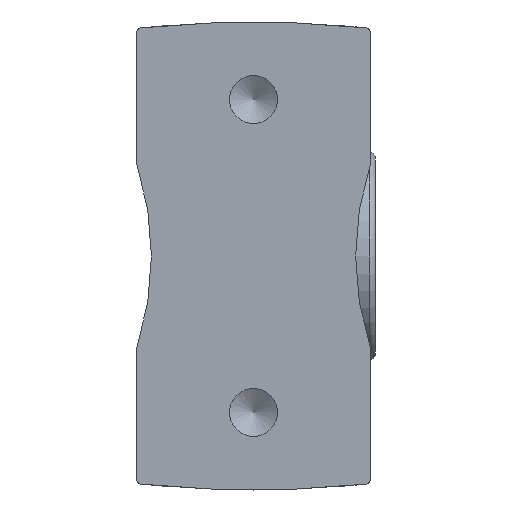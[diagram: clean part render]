
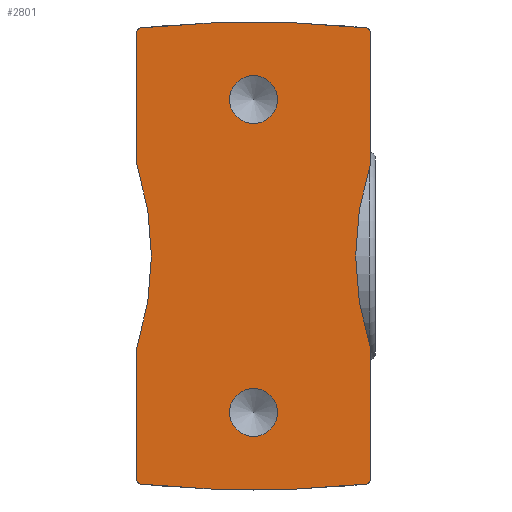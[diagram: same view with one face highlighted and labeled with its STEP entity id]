
A CAD part, front view. The second image highlights one B-rep face of the part: STEP entity #2801.
In plain terms, the highlighted face is planar.
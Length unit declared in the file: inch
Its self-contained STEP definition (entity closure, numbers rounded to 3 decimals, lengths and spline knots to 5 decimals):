
#864=PLANE('',#2999);
#898=VECTOR('',#3181,1.);
#915=VECTOR('',#3317,1.);
#973=LINE('',#3827,#898);
#990=LINE('',#7021,#915);
#1051=CIRCLE('',#2914,0.1535);
#1053=CIRCLE('',#2918,0.1535);
#1078=CIRCLE('',#2952,6.9071);
#1080=CIRCLE('',#2955,0.035);
#1081=CIRCLE('',#2957,1.875);
#1086=CIRCLE('',#2966,1.875);
#1087=CIRCLE('',#2969,0.035);
#1097=CIRCLE('',#2986,0.035);
#1103=CIRCLE('',#2996,6.9071);
#1104=CIRCLE('',#2998,0.035);
#1184=VERTEX_POINT('',#3826);
#1185=VERTEX_POINT('',#3828);
#1196=VERTEX_POINT('',#3941);
#1199=VERTEX_POINT('',#3948);
#1236=VERTEX_POINT('',#6685);
#1237=VERTEX_POINT('',#6687);
#1239=VERTEX_POINT('',#6693);
#1240=VERTEX_POINT('',#6696);
#1250=VERTEX_POINT('',#7001);
#1251=VERTEX_POINT('',#7003);
#1253=VERTEX_POINT('',#7020);
#1274=VERTEX_POINT('',#7331);
#1278=VERTEX_POINT('',#7348);
#1279=VERTEX_POINT('',#7352);
#1475=EDGE_CURVE('',#1185,#1184,#973,.T.);
#1490=EDGE_CURVE('',#1196,#1196,#1051,.T.);
#1492=EDGE_CURVE('',#1199,#1199,#1053,.T.);
#1555=EDGE_CURVE('',#1237,#1236,#1078,.T.);
#1559=EDGE_CURVE('',#1239,#1236,#1080,.T.);
#1561=EDGE_CURVE('',#1239,#1240,#973,.T.);
#1562=EDGE_CURVE('',#1240,#1185,#1081,.T.);
#1577=EDGE_CURVE('',#1251,#1250,#1086,.T.);
#1581=EDGE_CURVE('',#1253,#1250,#990,.T.);
#1582=EDGE_CURVE('',#1237,#1253,#1087,.T.);
#1609=EDGE_CURVE('',#1274,#1184,#1097,.T.);
#1618=EDGE_CURVE('',#1274,#1278,#1103,.T.);
#1620=EDGE_CURVE('',#1279,#1278,#1104,.T.);
#1621=EDGE_CURVE('',#1251,#1279,#990,.T.);
#2024=ORIENTED_EDGE('',*,*,#1490,.T.);
#2025=ORIENTED_EDGE('',*,*,#1492,.T.);
#2026=ORIENTED_EDGE('',*,*,#1620,.F.);
#2027=ORIENTED_EDGE('',*,*,#1621,.F.);
#2028=ORIENTED_EDGE('',*,*,#1577,.T.);
#2029=ORIENTED_EDGE('',*,*,#1581,.F.);
#2030=ORIENTED_EDGE('',*,*,#1582,.F.);
#2031=ORIENTED_EDGE('',*,*,#1555,.T.);
#2032=ORIENTED_EDGE('',*,*,#1559,.F.);
#2033=ORIENTED_EDGE('',*,*,#1561,.T.);
#2034=ORIENTED_EDGE('',*,*,#1562,.T.);
#2035=ORIENTED_EDGE('',*,*,#1475,.T.);
#2036=ORIENTED_EDGE('',*,*,#1609,.F.);
#2037=ORIENTED_EDGE('',*,*,#1618,.T.);
#2402=EDGE_LOOP('',(#2024));
#2403=EDGE_LOOP('',(#2025));
#2404=EDGE_LOOP('',(#2026,#2027,#2028,#2029,#2030,#2031,#2032,#2033,#2034,
#2035,#2036,#2037));
#2601=FACE_BOUND('',#2402,.T.);
#2602=FACE_BOUND('',#2403,.T.);
#2603=FACE_BOUND('',#2404,.T.);
#2801=ADVANCED_FACE('',(#2601,#2602,#2603),#864,.F.);
#2914=AXIS2_PLACEMENT_3D('',#3940,#3203,#3204);
#2918=AXIS2_PLACEMENT_3D('',#3947,#3211,#3212);
#2952=AXIS2_PLACEMENT_3D('',#6686,#3279,#3280);
#2955=AXIS2_PLACEMENT_3D('',#6694,#3287,#3288);
#2957=AXIS2_PLACEMENT_3D('',#6698,#3292,#3293);
#2966=AXIS2_PLACEMENT_3D('',#7002,#3312,#3313);
#2969=AXIS2_PLACEMENT_3D('',#7023,#3320,#3321);
#2986=AXIS2_PLACEMENT_3D('',#7332,#3360,#3361);
#2996=AXIS2_PLACEMENT_3D('',#7349,#3382,#3383);
#2998=AXIS2_PLACEMENT_3D('',#7353,#3387,#3388);
#2999=AXIS2_PLACEMENT_3D('',#7354,#3389,$);
#3181=DIRECTION('',(0.,-1.,0.));
#3203=DIRECTION('',(0.,0.,1.));
#3204=DIRECTION('',(0.154,0.,0.));
#3211=DIRECTION('',(0.,0.,1.));
#3212=DIRECTION('',(0.154,0.,0.));
#3279=DIRECTION('',(0.,0.,-1.));
#3280=DIRECTION('',(-6.907,0.,0.));
#3287=DIRECTION('',(0.,0.,1.));
#3288=DIRECTION('',(0.026,0.023,0.));
#3292=DIRECTION('',(0.,0.,1.));
#3293=DIRECTION('',(1.875,0.,0.));
#3312=DIRECTION('',(0.,0.,1.));
#3313=DIRECTION('',(-1.875,0.,0.));
#3317=DIRECTION('',(0.,-1.,0.));
#3320=DIRECTION('',(0.,0.,1.));
#3321=DIRECTION('',(-0.026,0.023,0.));
#3360=DIRECTION('',(0.,0.,1.));
#3361=DIRECTION('',(0.026,-0.023,0.));
#3382=DIRECTION('',(0.,0.,-1.));
#3383=DIRECTION('',(6.907,0.,0.));
#3387=DIRECTION('',(0.,0.,1.));
#3388=DIRECTION('',(-0.026,-0.023,0.));
#3389=DIRECTION('',(0.,0.,1.));
#3826=CARTESIAN_POINT('',(0.74803,-1.42397,0.));
#3827=CARTESIAN_POINT('',(0.74803,1.45544,0.));
#3828=CARTESIAN_POINT('',(0.74803,-0.59055,0.));
#3940=CARTESIAN_POINT('',(0.,-1.,0.));
#3941=CARTESIAN_POINT('',(0.1535,-1.,0.));
#3947=CARTESIAN_POINT('',(0.,1.,0.));
#3948=CARTESIAN_POINT('',(0.1535,1.,0.));
#6685=CARTESIAN_POINT('',(0.71666,1.45878,0.));
#6686=CARTESIAN_POINT('',(0.,-5.41103,0.));
#6687=CARTESIAN_POINT('',(-0.71666,1.45878,0.));
#6693=CARTESIAN_POINT('',(0.74803,1.42397,0.));
#6694=CARTESIAN_POINT('',(0.71303,1.42397,0.));
#6696=CARTESIAN_POINT('',(0.74803,0.59055,0.));
#6698=CARTESIAN_POINT('',(2.5276,0.,0.));
#7001=CARTESIAN_POINT('',(-0.74803,0.59055,0.));
#7002=CARTESIAN_POINT('',(-2.5276,0.,0.));
#7003=CARTESIAN_POINT('',(-0.74803,-0.59055,0.));
#7020=CARTESIAN_POINT('',(-0.74803,1.42397,0.));
#7021=CARTESIAN_POINT('',(-0.74803,1.45544,0.));
#7023=CARTESIAN_POINT('',(-0.71303,1.42397,0.));
#7331=CARTESIAN_POINT('',(0.71666,-1.45878,0.));
#7332=CARTESIAN_POINT('',(0.71303,-1.42397,0.));
#7348=CARTESIAN_POINT('',(-0.71666,-1.45878,0.));
#7349=CARTESIAN_POINT('',(0.,5.41103,0.));
#7352=CARTESIAN_POINT('',(-0.74803,-1.42397,0.));
#7353=CARTESIAN_POINT('',(-0.71303,-1.42397,0.));
#7354=CARTESIAN_POINT('',(0.37066,0.73924,0.));
